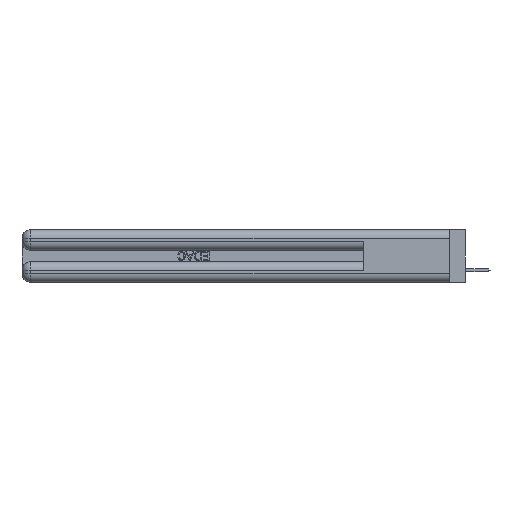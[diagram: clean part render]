
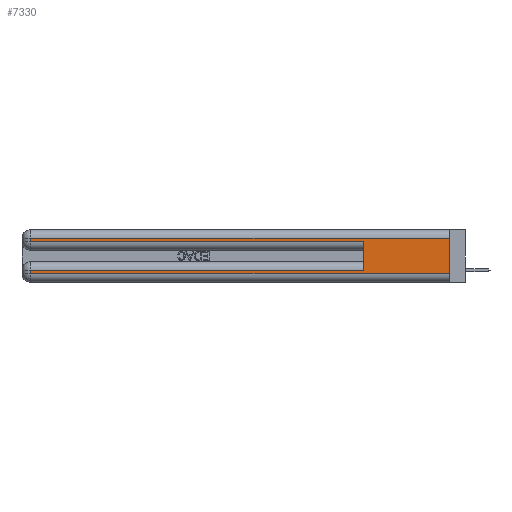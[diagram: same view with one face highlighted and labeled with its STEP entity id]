
A CAD part, left-side view. The second image highlights one B-rep face of the part: STEP entity #7330.
In plain terms, the highlighted planar face has unit normal (-1, 0, 0).
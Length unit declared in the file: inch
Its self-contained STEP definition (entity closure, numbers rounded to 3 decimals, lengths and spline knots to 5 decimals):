
#1056 = LINE ( 'NONE', #40991, #37012 ) ;
#1097 = VECTOR ( 'NONE', #40949, 39.37008 ) ;
#1650 = VECTOR ( 'NONE', #35539, 39.37008 ) ;
#1674 = ORIENTED_EDGE ( 'NONE', *, *, #5338, .T. ) ;
#1685 = LINE ( 'NONE', #5987, #18885 ) ;
#1696 = PLANE ( 'NONE',  #8511 ) ;
#2357 = ORIENTED_EDGE ( 'NONE', *, *, #6456, .T. ) ;
#4117 = CARTESIAN_POINT ( 'NONE',  ( 0., 0., 0.06 ) ) ;
#4697 = ORIENTED_EDGE ( 'NONE', *, *, #35875, .T. ) ;
#5338 = EDGE_CURVE ( 'NONE', #29587, #30656, #1685, .T. ) ;
#5434 = DIRECTION ( 'NONE',  ( 1., 0., 0. ) ) ;
#5987 = CARTESIAN_POINT ( 'NONE',  ( 0., 0., 0.285 ) ) ;
#6456 = EDGE_CURVE ( 'NONE', #25917, #26225, #10555, .T. ) ;
#7330 = ADVANCED_FACE ( 'NONE', ( #41391 ), #1696, .F. ) ;
#8404 = VECTOR ( 'NONE', #19812, 39.37008 ) ;
#8458 = VECTOR ( 'NONE', #9473, 39.37008 ) ;
#8511 = AXIS2_PLACEMENT_3D ( 'NONE', #30157, #5434, #15799 ) ;
#9473 = DIRECTION ( 'NONE',  ( 0., 0., -1. ) ) ;
#10105 = DIRECTION ( 'NONE',  ( 0., -1., 0. ) ) ;
#10555 = LINE ( 'NONE', #43989, #1097 ) ;
#10673 = VECTOR ( 'NONE', #10105, 39.37008 ) ;
#12193 = CARTESIAN_POINT ( 'NONE',  ( 0., 0.6, 0.145 ) ) ;
#13270 = DIRECTION ( 'NONE',  ( 0., -1., 0. ) ) ;
#14846 = VERTEX_POINT ( 'NONE', #15017 ) ;
#15017 = CARTESIAN_POINT ( 'NONE',  ( 0., 2.94, 0.31 ) ) ;
#15799 = DIRECTION ( 'NONE',  ( 0., 0., -1. ) ) ;
#16765 = LINE ( 'NONE', #12193, #8404 ) ;
#16929 = ORIENTED_EDGE ( 'NONE', *, *, #22922, .F. ) ;
#17617 = ORIENTED_EDGE ( 'NONE', *, *, #25063, .T. ) ;
#17796 = EDGE_CURVE ( 'NONE', #26225, #37716, #24593, .T. ) ;
#17968 = VERTEX_POINT ( 'NONE', #4117 ) ;
#18864 = EDGE_CURVE ( 'NONE', #25917, #30656, #16765, .T. ) ;
#18885 = VECTOR ( 'NONE', #13270, 39.37008 ) ;
#19812 = DIRECTION ( 'NONE',  ( 0., 0., 1. ) ) ;
#19960 = CARTESIAN_POINT ( 'NONE',  ( 0., 2.94, 0.285 ) ) ;
#20116 = LINE ( 'NONE', #20653, #10673 ) ;
#20653 = CARTESIAN_POINT ( 'NONE',  ( 0., 0., 0.06 ) ) ;
#22345 = ORIENTED_EDGE ( 'NONE', *, *, #23032, .T. ) ;
#22922 = EDGE_CURVE ( 'NONE', #37641, #17968, #28921, .T. ) ;
#23032 = EDGE_CURVE ( 'NONE', #37716, #17968, #20116, .T. ) ;
#24593 = LINE ( 'NONE', #33381, #31790 ) ;
#25063 = EDGE_CURVE ( 'NONE', #37641, #14846, #32629, .T. ) ;
#25917 = VERTEX_POINT ( 'NONE', #31365 ) ;
#26225 = VERTEX_POINT ( 'NONE', #39396 ) ;
#26941 = CARTESIAN_POINT ( 'NONE',  ( 0., 0., 0.37 ) ) ;
#27445 = DIRECTION ( 'NONE',  ( 0., 0., -1. ) ) ;
#28921 = LINE ( 'NONE', #26941, #8458 ) ;
#28952 = CARTESIAN_POINT ( 'NONE',  ( 0., 0., 0.31 ) ) ;
#29587 = VERTEX_POINT ( 'NONE', #19960 ) ;
#30157 = CARTESIAN_POINT ( 'NONE',  ( 0., 0., 0.37 ) ) ;
#30656 = VERTEX_POINT ( 'NONE', #40331 ) ;
#31365 = CARTESIAN_POINT ( 'NONE',  ( 0., 0.6, 0.085 ) ) ;
#31790 = VECTOR ( 'NONE', #33223, 39.37008 ) ;
#32629 = LINE ( 'NONE', #43779, #1650 ) ;
#32835 = CARTESIAN_POINT ( 'NONE',  ( 0., 2.94, 0.06 ) ) ;
#33223 = DIRECTION ( 'NONE',  ( 0., 0., -1. ) ) ;
#33381 = CARTESIAN_POINT ( 'NONE',  ( 0., 2.94, 0.37 ) ) ;
#35539 = DIRECTION ( 'NONE',  ( 0., 1., 0. ) ) ;
#35875 = EDGE_CURVE ( 'NONE', #14846, #29587, #1056, .T. ) ;
#37012 = VECTOR ( 'NONE', #27445, 39.37008 ) ;
#37641 = VERTEX_POINT ( 'NONE', #28952 ) ;
#37716 = VERTEX_POINT ( 'NONE', #32835 ) ;
#38966 = ORIENTED_EDGE ( 'NONE', *, *, #17796, .T. ) ;
#39396 = CARTESIAN_POINT ( 'NONE',  ( 0., 2.94, 0.085 ) ) ;
#39496 = EDGE_LOOP ( 'NONE', ( #16929, #17617, #4697, #1674, #43881, #2357, #38966, #22345 ) ) ;
#40331 = CARTESIAN_POINT ( 'NONE',  ( 0., 0.6, 0.285 ) ) ;
#40949 = DIRECTION ( 'NONE',  ( 0., 1., 0. ) ) ;
#40991 = CARTESIAN_POINT ( 'NONE',  ( 0., 2.94, 0.37 ) ) ;
#41391 = FACE_OUTER_BOUND ( 'NONE', #39496, .T. ) ;
#43779 = CARTESIAN_POINT ( 'NONE',  ( 0., 0., 0.31 ) ) ;
#43881 = ORIENTED_EDGE ( 'NONE', *, *, #18864, .F. ) ;
#43989 = CARTESIAN_POINT ( 'NONE',  ( 0., 0., 0.085 ) ) ;
